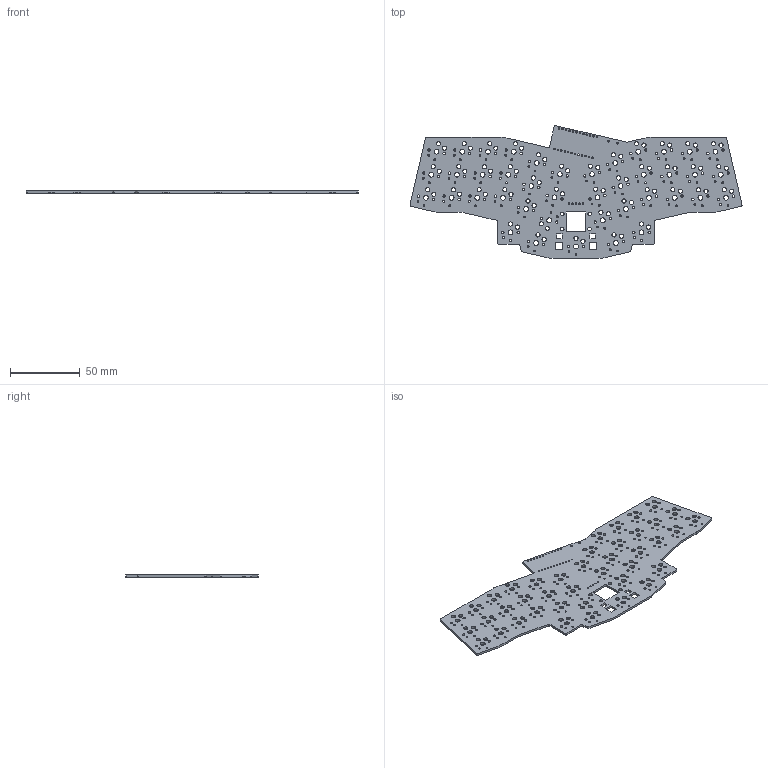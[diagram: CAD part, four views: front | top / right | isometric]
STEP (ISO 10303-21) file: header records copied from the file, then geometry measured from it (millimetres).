
FILE_DESCRIPTION(('KiCad electronic assembly'),'2;1');
FILE_NAME('41_1350_pcb.step','2023-05-07T20:04:45',('Pcbnew'),('Kicad'), 'Open CASCADE STEP processor 7.6','KiCad to STEP converter','Unknown' );
FILE_SCHEMA(('AUTOMOTIVE_DESIGN { 1 0 10303 214 1 1 1 1 }'));
Length unit declared in the file: millimetre
Products named in the file (2): 41_1350_pcb 1; PCB
Assembly tree (1 placements, depth 2):
  41_1350_pcb 1
    PCB
Bounding box: 238.7 x 95.33 x 1.58 mm (x, y, z)
Volume: 22252.1 mm3; surface area: 32687.3 mm2
Topology: 1 solids, 1 shells, 644 faces, 1926 edges, 1284 vertices
Faces by surface type: plane 326, cylinder 318
Full cylindrical faces by diameter (mm): 1 x5, 1.092 x24, 1.27 x82, 1.3 x2, 1.702 x82, 3 x82, 3.429 x41
Entity records: 50147 total; most frequent: CARTESIAN_POINT 11524, DIRECTION 7070, LINE 4506, VECTOR 4506, ORIENTED_EDGE 3852, PCURVE 3852, DEFINITIONAL_REPRESENTATION 3852, EDGE_CURVE 1926
